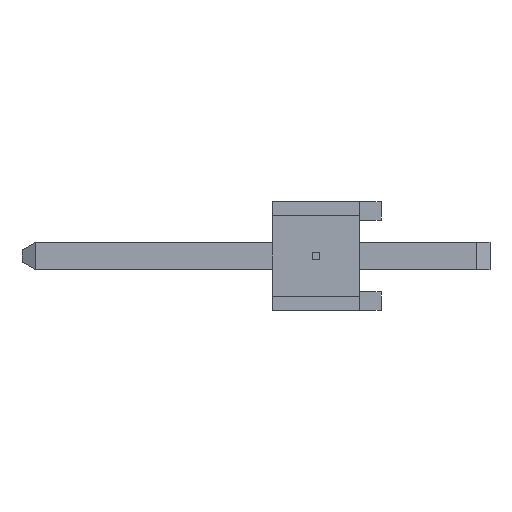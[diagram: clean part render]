
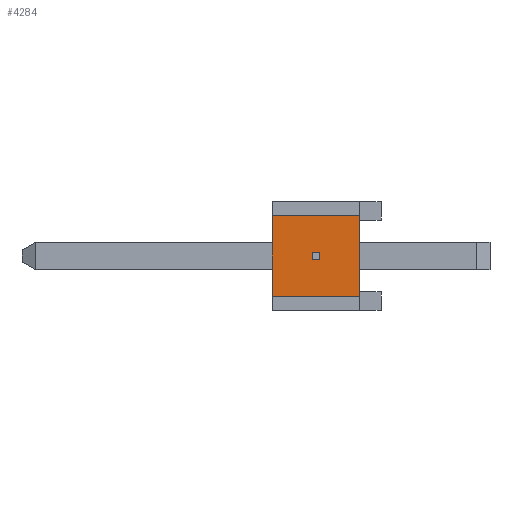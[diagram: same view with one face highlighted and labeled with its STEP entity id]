
A CAD part, left-side view. The second image highlights one B-rep face of the part: STEP entity #4284.
In plain terms, the highlighted planar face has unit normal (-1, 0, 0).
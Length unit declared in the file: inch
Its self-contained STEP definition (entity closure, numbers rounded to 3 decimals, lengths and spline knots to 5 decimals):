
#559=ORIENTED_EDGE('',*,*,#1627,.F.);
#560=ORIENTED_EDGE('',*,*,#1628,.F.);
#561=ORIENTED_EDGE('',*,*,#1629,.F.);
#562=ORIENTED_EDGE('',*,*,#1630,.F.);
#563=ORIENTED_EDGE('',*,*,#1631,.F.);
#564=ORIENTED_EDGE('',*,*,#1632,.F.);
#565=ORIENTED_EDGE('',*,*,#1633,.F.);
#566=ORIENTED_EDGE('',*,*,#1634,.F.);
#1627=EDGE_CURVE('',#2113,#2114,#2617,.T.);
#1628=EDGE_CURVE('',#2115,#2113,#2618,.T.);
#1629=EDGE_CURVE('',#2116,#2115,#2619,.T.);
#1630=EDGE_CURVE('',#2114,#2116,#2620,.T.);
#1631=EDGE_CURVE('',#2117,#2118,#2621,.T.);
#1632=EDGE_CURVE('',#2119,#2117,#2622,.T.);
#1633=EDGE_CURVE('',#2120,#2119,#2623,.T.);
#1634=EDGE_CURVE('',#2118,#2120,#2624,.T.);
#2113=VERTEX_POINT('',#6523);
#2114=VERTEX_POINT('',#6524);
#2115=VERTEX_POINT('',#6526);
#2116=VERTEX_POINT('',#6528);
#2117=VERTEX_POINT('',#6531);
#2118=VERTEX_POINT('',#6532);
#2119=VERTEX_POINT('',#6534);
#2120=VERTEX_POINT('',#6536);
#2617=LINE('',#6522,#3223);
#2618=LINE('',#6525,#3224);
#2619=LINE('',#6527,#3225);
#2620=LINE('',#6529,#3226);
#2621=LINE('',#6530,#3227);
#2622=LINE('',#6533,#3228);
#2623=LINE('',#6535,#3229);
#2624=LINE('',#6537,#3230);
#3223=VECTOR('',#5280,39.37008);
#3224=VECTOR('',#5281,39.37008);
#3225=VECTOR('',#5282,39.37008);
#3226=VECTOR('',#5283,39.37008);
#3227=VECTOR('',#5284,39.37008);
#3228=VECTOR('',#5285,39.37008);
#3229=VECTOR('',#5286,39.37008);
#3230=VECTOR('',#5287,39.37008);
#3543=EDGE_LOOP('',(#559,#560,#561,#562));
#3544=EDGE_LOOP('',(#563,#564,#565,#566));
#3797=FACE_BOUND('',#3543,.T.);
#3798=FACE_BOUND('',#3544,.T.);
#4051=PLANE('',#4543);
#4284=ADVANCED_FACE('',(#3797,#3798),#4051,.F.);
#4543=AXIS2_PLACEMENT_3D('',#6521,#5278,#5279);
#5278=DIRECTION('',(1.,0.,0.));
#5279=DIRECTION('',(0.,0.,-1.));
#5280=DIRECTION('',(0.,0.,-1.));
#5281=DIRECTION('',(0.,1.,0.));
#5282=DIRECTION('',(0.,0.,1.));
#5283=DIRECTION('',(0.,-1.,0.));
#5284=DIRECTION('',(0.,0.,-1.));
#5285=DIRECTION('',(0.,-1.,0.));
#5286=DIRECTION('',(0.,0.,1.));
#5287=DIRECTION('',(0.,1.,0.));
#6521=CARTESIAN_POINT('',(-0.242,0.,0.));
#6522=CARTESIAN_POINT('',(-0.242,0.06353,0.));
#6523=CARTESIAN_POINT('',(-0.242,0.06353,0.00339));
#6524=CARTESIAN_POINT('',(-0.242,0.06353,-0.00339));
#6525=CARTESIAN_POINT('',(-0.242,0.,0.00339));
#6526=CARTESIAN_POINT('',(-0.242,0.05647,0.00339));
#6527=CARTESIAN_POINT('',(-0.242,0.05647,0.));
#6528=CARTESIAN_POINT('',(-0.242,0.05647,-0.00339));
#6529=CARTESIAN_POINT('',(-0.242,0.,-0.00339));
#6530=CARTESIAN_POINT('',(-0.242,0.02,0.));
#6531=CARTESIAN_POINT('',(-0.242,0.02,0.037));
#6532=CARTESIAN_POINT('',(-0.242,0.02,-0.037));
#6533=CARTESIAN_POINT('',(-0.242,0.1,0.037));
#6534=CARTESIAN_POINT('',(-0.242,0.1,0.037));
#6535=CARTESIAN_POINT('',(-0.242,0.1,-0.037));
#6536=CARTESIAN_POINT('',(-0.242,0.1,-0.037));
#6537=CARTESIAN_POINT('',(-0.242,0.,-0.037));
